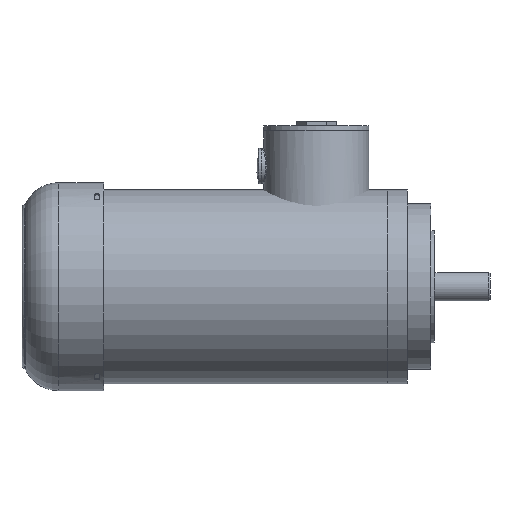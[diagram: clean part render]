
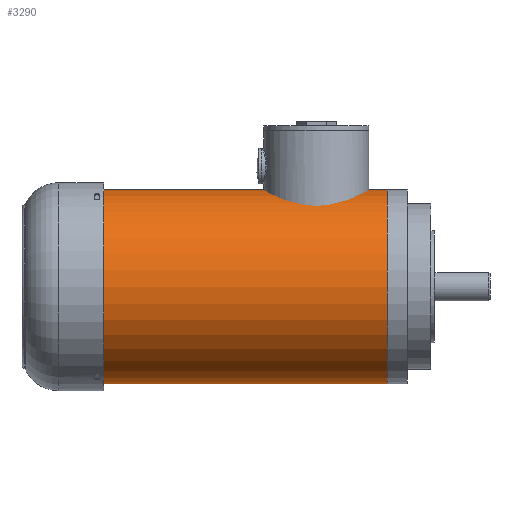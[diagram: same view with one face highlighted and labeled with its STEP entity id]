
A CAD part, front view. The second image highlights one B-rep face of the part: STEP entity #3290.
In plain terms, the highlighted cylindrical face has radius 82 mm (diameter 164 mm), a full revolution.
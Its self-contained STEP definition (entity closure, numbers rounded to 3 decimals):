
#3290=ADVANCED_FACE('', (#3300,#3310), #3320, .T.);
#23710=AXIS2_PLACEMENT_3D('Ax2Pl3d', #23720, #23730, #23740);
#23750=AXIS2_PLACEMENT_3D('Ax2Pl3d', #23760, #23770, #23780);
#23790=AXIS2_PLACEMENT_3D('Ax2Pl3d', #23800, #23810, #23820);
#23720=CARTESIAN_POINT('HicPkt', (249.5,0.,
0.));
#23760=CARTESIAN_POINT('HicPkt', (9.5,0.,
0.));
#190850=CARTESIAN_POINT('', (9.5,0.,82.));
#23800=CARTESIAN_POINT('HicPkt', (249.5,0.,
0.));
#190860=CARTESIAN_POINT('', (249.5,0.,82.));
#201360=CIRCLE('Circle', #23750, 82.);
#201370=CIRCLE('Circle', #23790, 82.);
#3320=CYLINDRICAL_SURFACE('Zyl', #23710, 82.);
#23730=DIRECTION('Axis', (-1.,0.,0.)
);
#23740=DIRECTION('RefDirection', (0.,
0.,-1.));
#23770=DIRECTION('Axis', (1.,0.,0.));
#23780=DIRECTION('RefDirection', (0.,0.,-1.));
#23810=DIRECTION('Axis', (1.,0.,0.));
#23820=DIRECTION('RefDirection', (0.,0.,-1.));
#239690=EDGE_CURVE('', #239700, #239700, #201360, .T.);
#239710=EDGE_CURVE('', #239720, #239720, #201370, .T.);
#263230=EDGE_LOOP('Edge_loop', (#263240));
#263250=EDGE_LOOP('Edge_loop', (#263260));
#3310=FACE_BOUND('', #263250, .T.);
#3300=FACE_OUTER_BOUND('Face_outer_bound', #263230, .T.);
#263240=ORIENTED_EDGE('', *, *, #239690, .T.);
#263260=ORIENTED_EDGE('', *, *, #239710, .F.);
#239700=VERTEX_POINT('', #190850);
#239720=VERTEX_POINT('', #190860);
